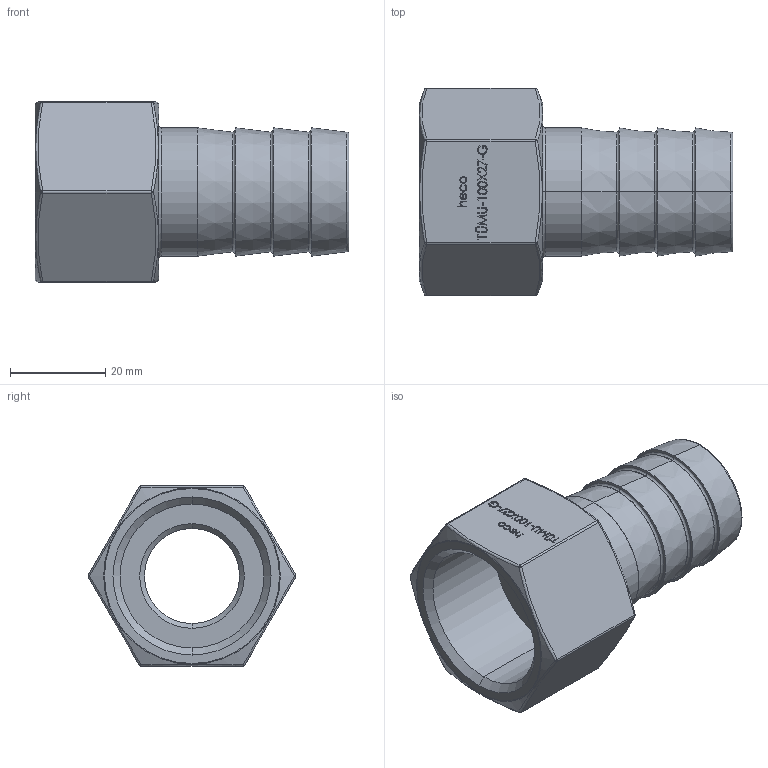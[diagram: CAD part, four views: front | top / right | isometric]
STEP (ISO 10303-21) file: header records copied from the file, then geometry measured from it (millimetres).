
FILE_DESCRIPTION (( 'STEP AP214' ), '1' );
FILE_NAME ('TÜMU-100X27-x Schlauchtülle mit Innengewinde.STEP', '2018-06-06T07:13:10', ( '' ), ( '' ), 'SwSTEP 2.0', 'SolidWorks 2016', '' );
FILE_SCHEMA (( 'AUTOMOTIVE_DESIGN' ));
Length unit declared in the file: millimetre
Products named in the file (1): TÜMU-100X27-x Schlauchtülle mit Innengewinde
Bounding box: 66 x 43.72 x 38 mm (x, y, z)
Volume: 25010.3 mm3; surface area: 13177.6 mm2
Topology: 1 solids, 1 shells, 293 faces, 728 edges, 458 vertices
Faces by surface type: plane 121, bspline 102, cone 24, torus 22, cylinder 12, sphere 12
Entity records: 16291 total; most frequent: CARTESIAN_POINT 7822, ORIENTED_EDGE 1440, DIRECTION 1012, EDGE_CURVE 720, VERTEX_POINT 454, VECTOR 396, LINE 396, EDGE_LOOP 320
